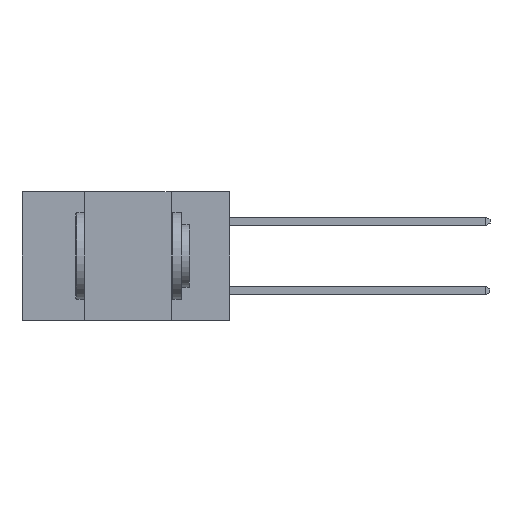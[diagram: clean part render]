
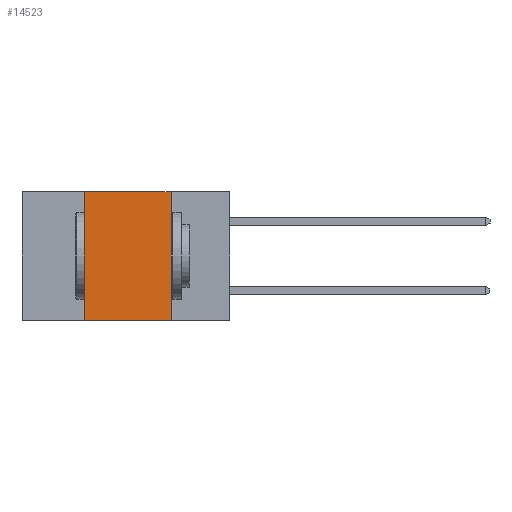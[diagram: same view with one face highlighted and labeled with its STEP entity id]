
A CAD part, left-side view. The second image highlights one B-rep face of the part: STEP entity #14523.
In plain terms, the highlighted planar face has unit normal (-1, 0, 0).
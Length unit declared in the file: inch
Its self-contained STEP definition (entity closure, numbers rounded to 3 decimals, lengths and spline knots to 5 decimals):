
#77 = DIRECTION ( 'NONE',  ( 0., 0., -1. ) ) ;
#244 = VECTOR ( 'NONE', #12807, 39.37008 ) ;
#1031 = EDGE_CURVE ( 'NONE', #6979, #2812, #6659, .T. ) ;
#1534 = LINE ( 'NONE', #6990, #8352 ) ;
#1585 = DIRECTION ( 'NONE',  ( 0., -1., 0. ) ) ;
#1836 = VECTOR ( 'NONE', #4138, 39.37008 ) ;
#2812 = VERTEX_POINT ( 'NONE', #9295 ) ;
#3646 = CARTESIAN_POINT ( 'NONE',  ( 0., 0.6, 0. ) ) ;
#4055 = VERTEX_POINT ( 'NONE', #5125 ) ;
#4085 = FACE_OUTER_BOUND ( 'NONE', #14809, .T. ) ;
#4138 = DIRECTION ( 'NONE',  ( 0., -1., 0. ) ) ;
#4228 = EDGE_CURVE ( 'NONE', #2812, #5922, #12850, .T. ) ;
#4386 = EDGE_CURVE ( 'NONE', #5922, #4055, #17152, .T. ) ;
#4518 = CARTESIAN_POINT ( 'NONE',  ( 0., 0.17, 0. ) ) ;
#5125 = CARTESIAN_POINT ( 'NONE',  ( 0., 0.17, -0.37 ) ) ;
#5922 = VERTEX_POINT ( 'NONE', #8945 ) ;
#6659 = LINE ( 'NONE', #8661, #244 ) ;
#6979 = VERTEX_POINT ( 'NONE', #13004 ) ;
#6990 = CARTESIAN_POINT ( 'NONE',  ( 0., 0.6, -0.37 ) ) ;
#7324 = EDGE_CURVE ( 'NONE', #6979, #4055, #1534, .T. ) ;
#7374 = ORIENTED_EDGE ( 'NONE', *, *, #4228, .F. ) ;
#7747 = DIRECTION ( 'NONE',  ( 1., 0., 0. ) ) ;
#8352 = VECTOR ( 'NONE', #1585, 39.37008 ) ;
#8626 = ORIENTED_EDGE ( 'NONE', *, *, #7324, .T. ) ;
#8661 = CARTESIAN_POINT ( 'NONE',  ( 0., 0.42, 0. ) ) ;
#8945 = CARTESIAN_POINT ( 'NONE',  ( 0., 0.17, 0. ) ) ;
#9295 = CARTESIAN_POINT ( 'NONE',  ( 0., 0.42, 0. ) ) ;
#12048 = ORIENTED_EDGE ( 'NONE', *, *, #4386, .F. ) ;
#12807 = DIRECTION ( 'NONE',  ( 0., 0., 1. ) ) ;
#12850 = LINE ( 'NONE', #14432, #1836 ) ;
#13004 = CARTESIAN_POINT ( 'NONE',  ( 0., 0.42, -0.37 ) ) ;
#14432 = CARTESIAN_POINT ( 'NONE',  ( 0., 0.6, 0. ) ) ;
#14523 = ADVANCED_FACE ( 'NONE', ( #4085 ), #14719, .F. ) ;
#14719 = PLANE ( 'NONE',  #17066 ) ;
#14809 = EDGE_LOOP ( 'NONE', ( #12048, #7374, #16217, #8626 ) ) ;
#16217 = ORIENTED_EDGE ( 'NONE', *, *, #1031, .F. ) ;
#16726 = VECTOR ( 'NONE', #77, 39.37008 ) ;
#17066 = AXIS2_PLACEMENT_3D ( 'NONE', #3646, #7747, #17467 ) ;
#17152 = LINE ( 'NONE', #4518, #16726 ) ;
#17467 = DIRECTION ( 'NONE',  ( 0., 0., -1. ) ) ;
